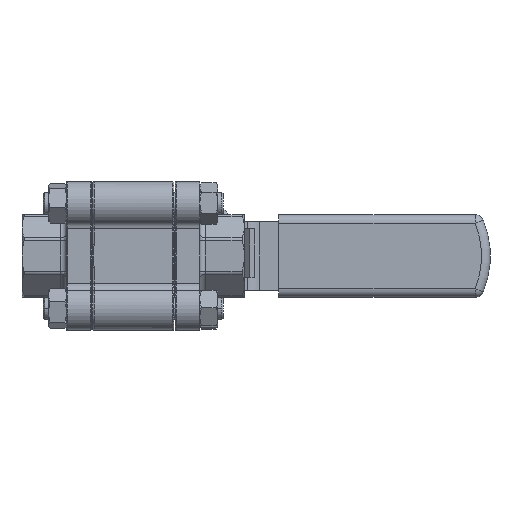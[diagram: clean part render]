
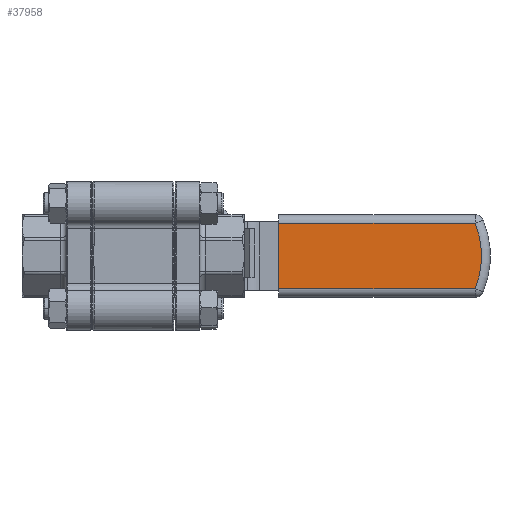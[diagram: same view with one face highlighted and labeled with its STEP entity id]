
A CAD part, front view. The second image highlights one B-rep face of the part: STEP entity #37958.
In plain terms, the highlighted planar face has unit normal (0, -1, 0).
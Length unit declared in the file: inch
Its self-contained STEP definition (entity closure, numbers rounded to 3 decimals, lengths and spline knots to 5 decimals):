
#2260 = EDGE_CURVE ( 'NONE', #64589, #70805, #30402, .T. ) ;
#3131 = CARTESIAN_POINT ( 'NONE',  ( 6.72324, 4.1524, 1.74034 ) ) ;
#3978 = DIRECTION ( 'NONE',  ( 0., 1., 0. ) ) ;
#5381 = AXIS2_PLACEMENT_3D ( 'NONE', #57929, #3978, #69499 ) ;
#7967 = CARTESIAN_POINT ( 'NONE',  ( 3.90999, 4.1524, 1.74034 ) ) ;
#8108 = DIRECTION ( 'NONE',  ( 0., 0., 1. ) ) ;
#9368 = DIRECTION ( 'NONE',  ( 0., 0., 1. ) ) ;
#12775 = CARTESIAN_POINT ( 'NONE',  ( 3.90999, 4.1524, 2.67734 ) ) ;
#15514 = PLANE ( 'NONE',  #5381 ) ;
#18966 = CARTESIAN_POINT ( 'NONE',  ( 5.58867, 4.1524, 2.20884 ) ) ;
#19296 = DIRECTION ( 'NONE',  ( 0., -1., 0. ) ) ;
#23042 = CARTESIAN_POINT ( 'NONE',  ( 6.72324, 4.1524, 2.67734 ) ) ;
#23711 = LINE ( 'NONE', #35308, #71581 ) ;
#23943 = ORIENTED_EDGE ( 'NONE', *, *, #2260, .T. ) ;
#25299 = DIRECTION ( 'NONE',  ( 1., 0., 0. ) ) ;
#26041 = LINE ( 'NONE', #60077, #56887 ) ;
#28426 = DIRECTION ( 'NONE',  ( -1., 0., 0. ) ) ;
#29037 = EDGE_LOOP ( 'NONE', ( #64947, #23943, #30550, #44552 ) ) ;
#30402 = LINE ( 'NONE', #46308, #55603 ) ;
#30550 = ORIENTED_EDGE ( 'NONE', *, *, #60492, .T. ) ;
#33610 = EDGE_CURVE ( 'NONE', #64589, #70357, #26041, .T. ) ;
#35308 = CARTESIAN_POINT ( 'NONE',  ( 3.90999, 4.1524, 2.67734 ) ) ;
#37297 = AXIS2_PLACEMENT_3D ( 'NONE', #18966, #19296, #8108 ) ;
#37958 = ADVANCED_FACE ( 'NONE', ( #65136 ), #15514, .F. ) ;
#40102 = EDGE_CURVE ( 'NONE', #44651, #70357, #23711, .T. ) ;
#41909 = CIRCLE ( 'NONE', #37297, 1.2275 ) ;
#44552 = ORIENTED_EDGE ( 'NONE', *, *, #40102, .T. ) ;
#44651 = VERTEX_POINT ( 'NONE', #23042 ) ;
#46308 = CARTESIAN_POINT ( 'NONE',  ( 6.80399, 4.1524, 1.74034 ) ) ;
#55603 = VECTOR ( 'NONE', #25299, 39.37008 ) ;
#56887 = VECTOR ( 'NONE', #9368, 39.37008 ) ;
#57929 = CARTESIAN_POINT ( 'NONE',  ( 5.58867, 4.1524, 2.20884 ) ) ;
#60077 = CARTESIAN_POINT ( 'NONE',  ( 3.90999, 4.1524, 2.80234 ) ) ;
#60492 = EDGE_CURVE ( 'NONE', #70805, #44651, #41909, .T. ) ;
#64589 = VERTEX_POINT ( 'NONE', #7967 ) ;
#64947 = ORIENTED_EDGE ( 'NONE', *, *, #33610, .F. ) ;
#65136 = FACE_OUTER_BOUND ( 'NONE', #29037, .T. ) ;
#69499 = DIRECTION ( 'NONE',  ( 0., 0., 1. ) ) ;
#70357 = VERTEX_POINT ( 'NONE', #12775 ) ;
#70805 = VERTEX_POINT ( 'NONE', #3131 ) ;
#71581 = VECTOR ( 'NONE', #28426, 39.37008 ) ;
